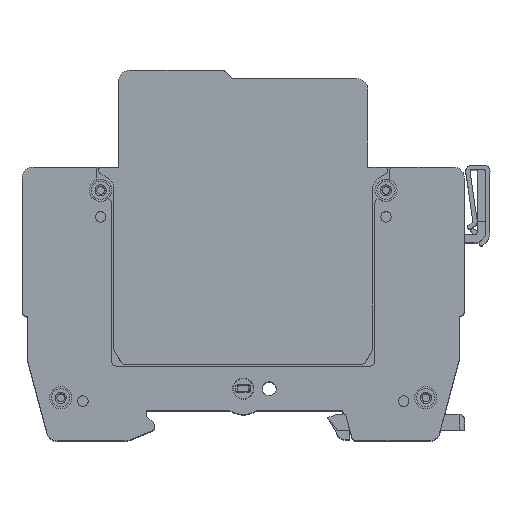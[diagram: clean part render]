
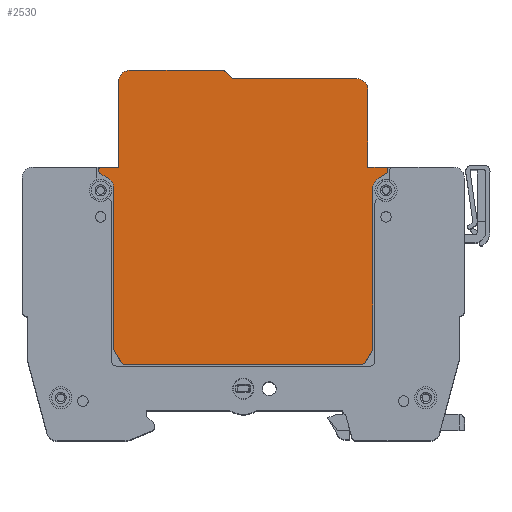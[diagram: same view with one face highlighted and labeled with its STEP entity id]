
A CAD part, top view. The second image highlights one B-rep face of the part: STEP entity #2530.
In plain terms, the highlighted face is planar.
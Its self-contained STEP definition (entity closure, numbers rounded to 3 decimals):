
#10=CARTESIAN_POINT('',(70.341,101.517,-61.8));
#20=DIRECTION('',(0.,0.,-1.));
#30=DIRECTION('',(-1.,0.,0.));
#40=AXIS2_PLACEMENT_3D('',#10,#20,#30);
#50=PLANE('',#40);
#60=CARTESIAN_POINT('',(110.136,118.114,-61.8));
#70=DIRECTION('',(0.,0.,1.));
#80=DIRECTION('',(1.,0.,0.));
#90=AXIS2_PLACEMENT_3D('',#60,#70,#80);
#100=CIRCLE('',#90,0.4);
#110=CARTESIAN_POINT('',(110.536,118.114,-61.8));
#120=VERTEX_POINT('',#110);
#130=CARTESIAN_POINT('',(110.136,118.514,-61.8));
#140=VERTEX_POINT('',#130);
#150=EDGE_CURVE('',#120,#140,#100,.T.);
#160=ORIENTED_EDGE('',*,*,#150,.F.);
#170=CARTESIAN_POINT('',(37.369,118.514,-61.8));
#180=DIRECTION('',(1.,0.,0.));
#190=VECTOR('',#180,1.);
#200=LINE('',#170,#190);
#210=CARTESIAN_POINT('',(106.936,118.514,-61.8));
#220=VERTEX_POINT('',#210);
#230=EDGE_CURVE('',#220,#140,#200,.T.);
#240=ORIENTED_EDGE('',*,*,#230,.T.);
#250=CARTESIAN_POINT('',(106.936,50.289,-61.8));
#260=DIRECTION('',(0.,1.,0.));
#270=VECTOR('',#260,1.);
#280=LINE('',#250,#270);
#290=CARTESIAN_POINT('',(106.936,134.014,-61.8));
#300=VERTEX_POINT('',#290);
#310=EDGE_CURVE('',#220,#300,#280,.T.);
#320=ORIENTED_EDGE('',*,*,#310,.F.);
#330=CARTESIAN_POINT('',(104.936,134.014,-61.8));
#340=DIRECTION('',(0.,0.,-1.));
#350=DIRECTION('',(-1.,0.,0.));
#360=AXIS2_PLACEMENT_3D('',#330,#340,#350);
#370=CIRCLE('',#360,2.);
#380=CARTESIAN_POINT('',(104.936,136.014,-61.8));
#390=VERTEX_POINT('',#380);
#400=EDGE_CURVE('',#390,#300,#370,.T.);
#410=ORIENTED_EDGE('',*,*,#400,.T.);
#420=CARTESIAN_POINT('',(37.369,136.014,-61.8));
#430=DIRECTION('',(-1.,0.,0.));
#440=VECTOR('',#430,1.);
#450=LINE('',#420,#440);
#460=CARTESIAN_POINT('',(88.246,136.014,-61.8));
#470=VERTEX_POINT('',#460);
#480=EDGE_CURVE('',#390,#470,#450,.T.);
#490=ORIENTED_EDGE('',*,*,#480,.F.);
#500=CARTESIAN_POINT('',(88.246,135.264,-61.8));
#510=DIRECTION('',(0.,0.,1.));
#520=DIRECTION('',(1.,0.,0.));
#530=AXIS2_PLACEMENT_3D('',#500,#510,#520);
#540=CIRCLE('',#530,0.75);
#550=CARTESIAN_POINT('',(87.716,135.794,-61.8));
#560=VERTEX_POINT('',#550);
#570=EDGE_CURVE('',#470,#560,#540,.T.);
#580=ORIENTED_EDGE('',*,*,#570,.F.);
#590=CARTESIAN_POINT('',(2.211,50.289,-61.8));
#600=DIRECTION('',(0.707,0.707,0.));
#610=VECTOR('',#600,1.);
#620=LINE('',#590,#610);
#630=CARTESIAN_POINT('',(86.436,134.514,-61.8));
#640=VERTEX_POINT('',#630);
#650=EDGE_CURVE('',#640,#560,#620,.T.);
#660=ORIENTED_EDGE('',*,*,#650,.T.);
#670=CARTESIAN_POINT('',(37.369,134.514,-61.8));
#680=DIRECTION('',(1.,0.,0.));
#690=VECTOR('',#680,1.);
#700=LINE('',#670,#690);
#710=CARTESIAN_POINT('',(63.936,134.514,-61.8));
#720=VERTEX_POINT('',#710);
#730=EDGE_CURVE('',#720,#640,#700,.T.);
#740=ORIENTED_EDGE('',*,*,#730,.T.);
#750=CARTESIAN_POINT('',(63.936,132.514,-61.8));
#760=DIRECTION('',(0.,0.,1.));
#770=DIRECTION('',(1.,0.,0.));
#780=AXIS2_PLACEMENT_3D('',#750,#760,#770);
#790=CIRCLE('',#780,2.);
#800=CARTESIAN_POINT('',(61.936,132.514,-61.8));
#810=VERTEX_POINT('',#800);
#820=EDGE_CURVE('',#720,#810,#790,.T.);
#830=ORIENTED_EDGE('',*,*,#820,.F.);
#840=CARTESIAN_POINT('',(61.936,50.289,-61.8));
#850=DIRECTION('',(0.,-1.,0.));
#860=VECTOR('',#850,1.);
#870=LINE('',#840,#860);
#880=CARTESIAN_POINT('',(61.936,118.514,-61.8));
#890=VERTEX_POINT('',#880);
#900=EDGE_CURVE('',#810,#890,#870,.T.);
#910=ORIENTED_EDGE('',*,*,#900,.F.);
#920=CARTESIAN_POINT('',(37.369,118.514,-61.8));
#930=DIRECTION('',(1.,0.,0.));
#940=VECTOR('',#930,1.);
#950=LINE('',#920,#940);
#960=CARTESIAN_POINT('',(58.736,118.514,-61.8));
#970=VERTEX_POINT('',#960);
#980=EDGE_CURVE('',#970,#890,#950,.T.);
#990=ORIENTED_EDGE('',*,*,#980,.T.);
#1000=CARTESIAN_POINT('',(58.736,118.114,-61.8));
#1010=DIRECTION('',(0.,0.,-1.));
#1020=DIRECTION('',(-1.,0.,0.));
#1030=AXIS2_PLACEMENT_3D('',#1000,#1010,#1020);
#1040=CIRCLE('',#1030,0.4);
#1050=CARTESIAN_POINT('',(58.336,118.114,-61.8));
#1060=VERTEX_POINT('',#1050);
#1070=EDGE_CURVE('',#1060,#970,#1040,.T.);
#1080=ORIENTED_EDGE('',*,*,#1070,.T.);
#1090=CARTESIAN_POINT('',(58.336,50.289,-61.8));
#1100=DIRECTION('',(0.,-1.,0.));
#1110=VECTOR('',#1100,1.);
#1120=LINE('',#1090,#1110);
#1130=CARTESIAN_POINT('',(58.336,117.736,-61.8));
#1140=VERTEX_POINT('',#1130);
#1150=EDGE_CURVE('',#1060,#1140,#1120,.T.);
#1160=ORIENTED_EDGE('',*,*,#1150,.F.);
#1170=CARTESIAN_POINT('',(58.736,117.736,-61.8));
#1180=DIRECTION('',(0.,0.,1.));
#1190=DIRECTION('',(1.,0.,0.));
#1200=AXIS2_PLACEMENT_3D('',#1170,#1180,#1190);
#1210=CIRCLE('',#1200,0.4);
#1220=CARTESIAN_POINT('',(58.525,117.397,-61.8));
#1230=VERTEX_POINT('',#1220);
#1240=EDGE_CURVE('',#1140,#1230,#1210,.T.);
#1250=ORIENTED_EDGE('',*,*,#1240,.F.);
#1260=CARTESIAN_POINT('',(37.369,130.532,-61.8));
#1270=DIRECTION('',(0.85,-0.527,0.));
#1280=VECTOR('',#1270,1.);
#1290=LINE('',#1260,#1280);
#1300=CARTESIAN_POINT('',(59.996,116.483,-61.8));
#1310=VERTEX_POINT('',#1300);
#1320=EDGE_CURVE('',#1230,#1310,#1290,.T.);
#1330=ORIENTED_EDGE('',*,*,#1320,.F.);
#1340=CARTESIAN_POINT('',(58.836,114.614,-61.8));
#1350=DIRECTION('',(0.,0.,1.));
#1360=DIRECTION('',(1.,0.,0.));
#1370=AXIS2_PLACEMENT_3D('',#1340,#1350,#1360);
#1380=CIRCLE('',#1370,2.2);
#1390=CARTESIAN_POINT('',(61.036,114.614,-61.8));
#1400=VERTEX_POINT('',#1390);
#1410=EDGE_CURVE('',#1400,#1310,#1380,.T.);
#1420=ORIENTED_EDGE('',*,*,#1410,.T.);
#1430=CARTESIAN_POINT('',(61.036,50.289,-61.8));
#1440=DIRECTION('',(0.,-1.,0.));
#1450=VECTOR('',#1440,1.);
#1460=LINE('',#1430,#1450);
#1470=CARTESIAN_POINT('',(61.036,85.621,-61.8));
#1480=VERTEX_POINT('',#1470);
#1490=EDGE_CURVE('',#1400,#1480,#1460,.T.);
#1500=ORIENTED_EDGE('',*,*,#1490,.F.);
#1510=CARTESIAN_POINT('',(61.436,85.621,-61.8));
#1520=DIRECTION('',(0.,0.,1.));
#1530=DIRECTION('',(1.,0.,0.));
#1540=AXIS2_PLACEMENT_3D('',#1510,#1520,#1530);
#1550=CIRCLE('',#1540,0.4);
#1560=CARTESIAN_POINT('',(61.089,85.421,-61.8));
#1570=VERTEX_POINT('',#1560);
#1580=EDGE_CURVE('',#1480,#1570,#1550,.T.);
#1590=ORIENTED_EDGE('',*,*,#1580,.F.);
#1600=CARTESIAN_POINT('',(81.373,50.289,-61.8));
#1610=DIRECTION('',(0.5,-0.866,0.));
#1620=VECTOR('',#1610,1.);
#1630=LINE('',#1600,#1620);
#1640=CARTESIAN_POINT('',(62.306,83.314,-61.8));
#1650=VERTEX_POINT('',#1640);
#1660=EDGE_CURVE('',#1570,#1650,#1630,.T.);
#1670=ORIENTED_EDGE('',*,*,#1660,.F.);
#1680=CARTESIAN_POINT('',(63.172,83.814,-61.8));
#1690=DIRECTION('',(0.,0.,1.));
#1700=DIRECTION('',(1.,0.,0.));
#1710=AXIS2_PLACEMENT_3D('',#1680,#1690,#1700);
#1720=CIRCLE('',#1710,1.);
#1730=CARTESIAN_POINT('',(63.172,82.814,-61.8));
#1740=VERTEX_POINT('',#1730);
#1750=EDGE_CURVE('',#1650,#1740,#1720,.T.);
#1760=ORIENTED_EDGE('',*,*,#1750,.F.);
#1770=CARTESIAN_POINT('',(37.369,82.814,-61.8));
#1780=DIRECTION('',(-1.,0.,0.));
#1790=VECTOR('',#1780,1.);
#1800=LINE('',#1770,#1790);
#1810=CARTESIAN_POINT('',(105.699,82.814,-61.8));
#1820=VERTEX_POINT('',#1810);
#1830=EDGE_CURVE('',#1820,#1740,#1800,.T.);
#1840=ORIENTED_EDGE('',*,*,#1830,.T.);
#1850=CARTESIAN_POINT('',(105.699,83.814,-61.8));
#1860=DIRECTION('',(0.,0.,1.));
#1870=DIRECTION('',(1.,0.,0.));
#1880=AXIS2_PLACEMENT_3D('',#1850,#1860,#1870);
#1890=CIRCLE('',#1880,1.);
#1900=CARTESIAN_POINT('',(106.565,83.314,-61.8));
#1910=VERTEX_POINT('',#1900);
#1920=EDGE_CURVE('',#1820,#1910,#1890,.T.);
#1930=ORIENTED_EDGE('',*,*,#1920,.F.);
#1940=CARTESIAN_POINT('',(107.743,85.353,-61.8));
#1950=DIRECTION('',(-0.5,-0.866,0.));
#1960=VECTOR('',#1950,1.);
#1970=LINE('',#1940,#1960);
#1980=CARTESIAN_POINT('',(107.782,85.421,-61.8));
#1990=VERTEX_POINT('',#1980);
#2000=EDGE_CURVE('',#1990,#1910,#1970,.T.);
#2010=ORIENTED_EDGE('',*,*,#2000,.T.);
#2020=CARTESIAN_POINT('',(107.436,85.621,-61.8));
#2030=DIRECTION('',(0.,0.,-1.));
#2040=DIRECTION('',(-1.,0.,0.));
#2050=AXIS2_PLACEMENT_3D('',#2020,#2030,#2040);
#2060=CIRCLE('',#2050,0.4);
#2070=CARTESIAN_POINT('',(107.836,85.621,-61.8));
#2080=VERTEX_POINT('',#2070);
#2090=EDGE_CURVE('',#2080,#1990,#2060,.T.);
#2100=ORIENTED_EDGE('',*,*,#2090,.T.);
#2110=CARTESIAN_POINT('',(107.836,50.289,-61.8));
#2120=DIRECTION('',(0.,1.,0.));
#2130=VECTOR('',#2120,1.);
#2140=LINE('',#2110,#2130);
#2150=CARTESIAN_POINT('',(107.836,114.614,-61.8));
#2160=VERTEX_POINT('',#2150);
#2170=EDGE_CURVE('',#2080,#2160,#2140,.T.);
#2180=ORIENTED_EDGE('',*,*,#2170,.F.);
#2190=CARTESIAN_POINT('',(110.036,114.614,-61.8));
#2200=DIRECTION('',(0.,0.,-1.));
#2210=DIRECTION('',(-1.,0.,0.));
#2220=AXIS2_PLACEMENT_3D('',#2190,#2200,#2210);
#2230=CIRCLE('',#2220,2.2);
#2240=CARTESIAN_POINT('',(108.875,116.483,-61.8));
#2250=VERTEX_POINT('',#2240);
#2260=EDGE_CURVE('',#2160,#2250,#2230,.T.);
#2270=ORIENTED_EDGE('',*,*,#2260,.F.);
#2280=CARTESIAN_POINT('',(131.502,130.532,-61.8));
#2290=DIRECTION('',(-0.85,-0.527,0.));
#2300=VECTOR('',#2290,1.);
#2310=LINE('',#2280,#2300);
#2320=CARTESIAN_POINT('',(110.347,117.397,-61.8));
#2330=VERTEX_POINT('',#2320);
#2340=EDGE_CURVE('',#2330,#2250,#2310,.T.);
#2350=ORIENTED_EDGE('',*,*,#2340,.T.);
#2360=CARTESIAN_POINT('',(110.136,117.736,-61.8));
#2370=DIRECTION('',(0.,0.,-1.));
#2380=DIRECTION('',(-1.,0.,0.));
#2390=AXIS2_PLACEMENT_3D('',#2360,#2370,#2380);
#2400=CIRCLE('',#2390,0.4);
#2410=CARTESIAN_POINT('',(110.536,117.736,-61.8));
#2420=VERTEX_POINT('',#2410);
#2430=EDGE_CURVE('',#2420,#2330,#2400,.T.);
#2440=ORIENTED_EDGE('',*,*,#2430,.T.);
#2450=CARTESIAN_POINT('',(110.536,50.289,-61.8));
#2460=DIRECTION('',(0.,1.,0.));
#2470=VECTOR('',#2460,1.);
#2480=LINE('',#2450,#2470);
#2490=EDGE_CURVE('',#2420,#120,#2480,.T.);
#2500=ORIENTED_EDGE('',*,*,#2490,.F.);
#2510=EDGE_LOOP('',(#2500,#2440,#2350,#2270,#2180,#2100,#2010,#1930,
#1840,#1760,#1670,#1590,#1500,#1420,#1330,#1250,#1160,#1080,#990,#910,
#830,#740,#660,#580,#490,#410,#320,#240,#160));
#2520=FACE_OUTER_BOUND('',#2510,.T.);
#2530=ADVANCED_FACE('',(#2520),#50,.T.);
